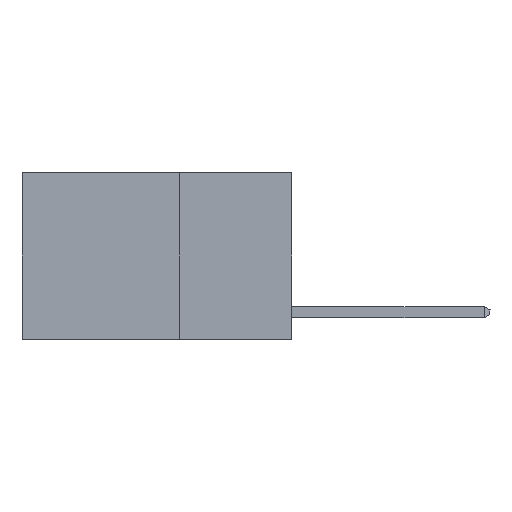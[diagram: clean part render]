
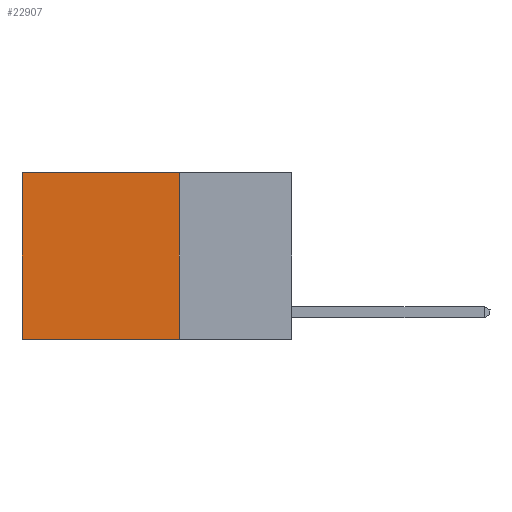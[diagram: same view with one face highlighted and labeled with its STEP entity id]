
A CAD part, left-side view. The second image highlights one B-rep face of the part: STEP entity #22907.
In plain terms, the highlighted planar face has unit normal (-1, 0, 0).
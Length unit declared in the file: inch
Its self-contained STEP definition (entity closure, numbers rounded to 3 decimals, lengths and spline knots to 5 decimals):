
#600 = PLANE ( 'NONE',  #14236 ) ;
#1022 = VECTOR ( 'NONE', #10496, 39.37008 ) ;
#1093 = CARTESIAN_POINT ( 'NONE',  ( 0.2625, 0.25, -0.37 ) ) ;
#1479 = DIRECTION ( 'NONE',  ( 0., 1., 0. ) ) ;
#1900 = CARTESIAN_POINT ( 'NONE',  ( 0.2625, 0.6, -0.37 ) ) ;
#2576 = CARTESIAN_POINT ( 'NONE',  ( 0.2625, 0.6, 0. ) ) ;
#2643 = CARTESIAN_POINT ( 'NONE',  ( 0.2625, 0.25, 0. ) ) ;
#3092 = FACE_OUTER_BOUND ( 'NONE', #15279, .T. ) ;
#4304 = EDGE_CURVE ( 'NONE', #14269, #22624, #19285, .T. ) ;
#4403 = DIRECTION ( 'NONE',  ( 0., 0., -1. ) ) ;
#5062 = ORIENTED_EDGE ( 'NONE', *, *, #22350, .T. ) ;
#8108 = ORIENTED_EDGE ( 'NONE', *, *, #4304, .F. ) ;
#8221 = VERTEX_POINT ( 'NONE', #1900 ) ;
#10270 = DIRECTION ( 'NONE',  ( 0., 0., -1. ) ) ;
#10314 = DIRECTION ( 'NONE',  ( 0., 0., -1. ) ) ;
#10496 = DIRECTION ( 'NONE',  ( 0., 1., 0. ) ) ;
#13447 = VERTEX_POINT ( 'NONE', #2576 ) ;
#13736 = VECTOR ( 'NONE', #1479, 39.37008 ) ;
#13746 = CARTESIAN_POINT ( 'NONE',  ( 0.2625, 0.25, 0. ) ) ;
#14027 = CARTESIAN_POINT ( 'NONE',  ( 0.2625, 0.6, 0. ) ) ;
#14236 = AXIS2_PLACEMENT_3D ( 'NONE', #13746, #15618, #4403 ) ;
#14269 = VERTEX_POINT ( 'NONE', #23308 ) ;
#14334 = LINE ( 'NONE', #23533, #13736 ) ;
#14830 = CARTESIAN_POINT ( 'NONE',  ( 0.2625, 0.25, -0.37 ) ) ;
#15279 = EDGE_LOOP ( 'NONE', ( #5062, #20425, #8108, #22143 ) ) ;
#15558 = EDGE_CURVE ( 'NONE', #22624, #8221, #20188, .T. ) ;
#15618 = DIRECTION ( 'NONE',  ( 1., 0., 0. ) ) ;
#16030 = LINE ( 'NONE', #14027, #20755 ) ;
#17595 = VECTOR ( 'NONE', #10314, 39.37008 ) ;
#19285 = LINE ( 'NONE', #2643, #17595 ) ;
#20188 = LINE ( 'NONE', #1093, #1022 ) ;
#20425 = ORIENTED_EDGE ( 'NONE', *, *, #15558, .F. ) ;
#20755 = VECTOR ( 'NONE', #10270, 39.37008 ) ;
#21589 = EDGE_CURVE ( 'NONE', #14269, #13447, #14334, .T. ) ;
#22143 = ORIENTED_EDGE ( 'NONE', *, *, #21589, .T. ) ;
#22350 = EDGE_CURVE ( 'NONE', #13447, #8221, #16030, .T. ) ;
#22624 = VERTEX_POINT ( 'NONE', #14830 ) ;
#22907 = ADVANCED_FACE ( 'NONE', ( #3092 ), #600, .F. ) ;
#23308 = CARTESIAN_POINT ( 'NONE',  ( 0.2625, 0.25, 0. ) ) ;
#23533 = CARTESIAN_POINT ( 'NONE',  ( 0.2625, 0.25, 0. ) ) ;
